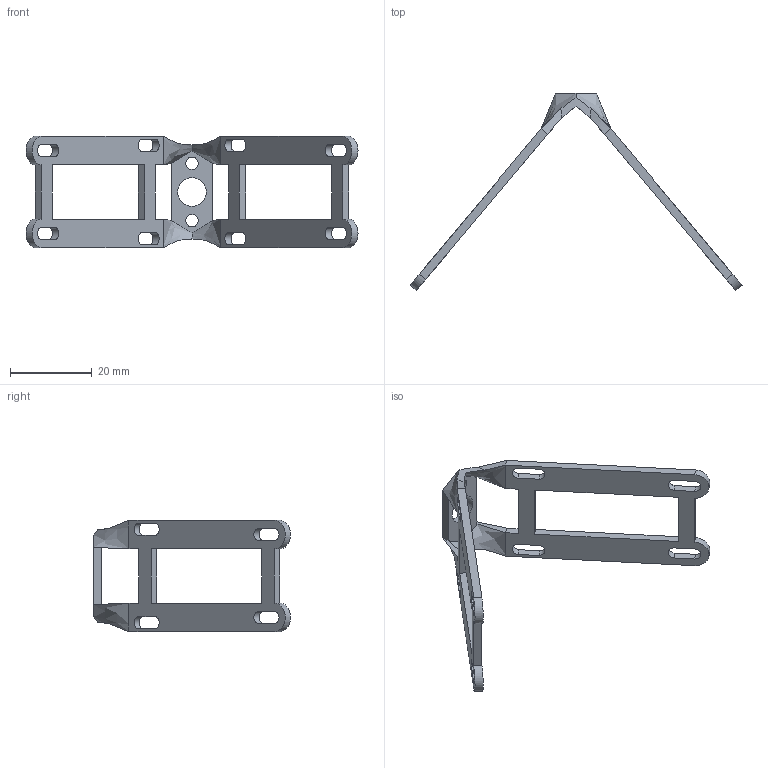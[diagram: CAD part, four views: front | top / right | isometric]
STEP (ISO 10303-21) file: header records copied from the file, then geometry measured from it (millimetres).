
FILE_DESCRIPTION(/* description */ (''),/* implementation_level */ '2;1');
FILE_NAME(/* name */ 'BracketB 2.0 V1 v6.step',/* time_stamp */ '2025-09-29T15:48:53-04:00',/* author */ (''),/* organization */ (''),/* preprocessor_version */ 'ST-DEVELOPER v20.1',/* originating_system */ 'Autodesk Translation Framework v14.17.0.0',/* authorisation */ '');
FILE_SCHEMA (('AUTOMOTIVE_DESIGN { 1 0 10303 214 3 1 1 }'));
Length unit declared in the file: millimetre
Products named in the file (1): BracketB 2.0 V1
Bounding box: 81.02 x 48.11 x 27.2 mm (x, y, z)
Volume: 3411 mm3; surface area: 5091.4 mm2
Topology: 1 solids, 1 shells, 85 faces, 245 edges, 158 vertices
Faces by surface type: plane 44, cylinder 23, bspline 18
Full cylindrical faces by diameter (mm): 3 x2, 7 x1
Entity records: 3145 total; most frequent: CARTESIAN_POINT 881, ORIENTED_EDGE 490, DIRECTION 411, EDGE_CURVE 245, LINE 183, VECTOR 183, VERTEX_POINT 158, AXIS2_PLACEMENT_3D 114
